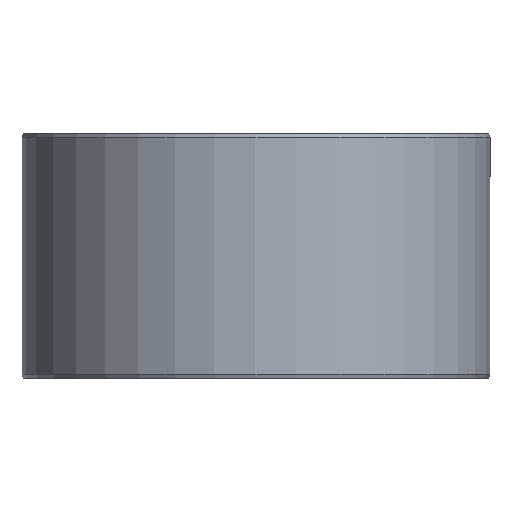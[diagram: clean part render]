
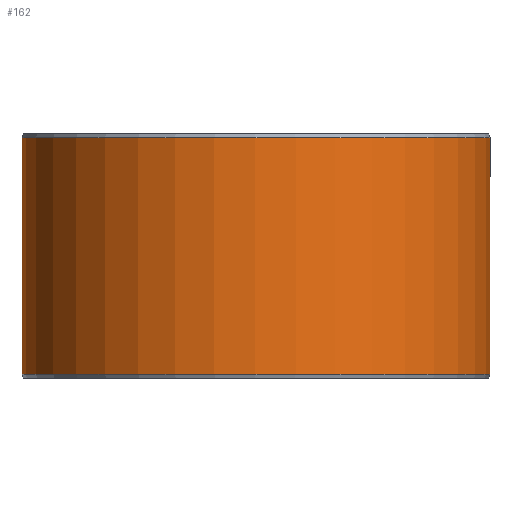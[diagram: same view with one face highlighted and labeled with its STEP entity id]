
A CAD part, front view. The second image highlights one B-rep face of the part: STEP entity #162.
In plain terms, the highlighted cylindrical face has radius 115 mm (diameter 230 mm), a partial arc.
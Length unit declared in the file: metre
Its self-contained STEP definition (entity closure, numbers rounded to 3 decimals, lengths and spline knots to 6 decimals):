
#162=ADVANCED_FACE('',(#185,#186),#187,.T.);
#185=FACE_OUTER_BOUND('',#211,.T.);
#186=FACE_BOUND('',#212,.T.);
#187=CYLINDRICAL_SURFACE('',#213,0.115);
#211=EDGE_LOOP('',(#289,#290,#291,#292));
#212=EDGE_LOOP('',(#293));
#213=AXIS2_PLACEMENT_3D('',#294,#295,#296);
#289=ORIENTED_EDGE('',*,*,#314,.T.);
#290=ORIENTED_EDGE('',*,*,#323,.F.);
#291=ORIENTED_EDGE('',*,*,#309,.F.);
#292=ORIENTED_EDGE('',*,*,#324,.T.);
#293=ORIENTED_EDGE('',*,*,#327,.T.);
#294=CARTESIAN_POINT('',(0.,0.,0.0));
#295=DIRECTION('',(0.,0.0,-1.0));
#296=DIRECTION('',(-1.0,0.0,0.));
#309=EDGE_CURVE('',#341,#342,#343,.T.);
#314=EDGE_CURVE('',#351,#349,#352,.T.);
#323=EDGE_CURVE('',#342,#349,#365,.T.);
#324=EDGE_CURVE('',#341,#351,#366,.T.);
#327=EDGE_CURVE('',#370,#370,#371,.T.);
#341=VERTEX_POINT('',#389);
#342=VERTEX_POINT('',#390);
#343=CIRCLE('',#391,0.115);
#349=VERTEX_POINT('',#399);
#351=VERTEX_POINT('',#402);
#352=CIRCLE('',#403,0.115);
#365=LINE('',#422,#423);
#366=LINE('',#424,#425);
#370=VERTEX_POINT('',#503);
#371=B_SPLINE_CURVE_WITH_KNOTS('',3,(#504,#505,#506,#507,#508,#509,#510,#511,#512,#513,#514,#515,#516,#517,#518,#519,#520,#521,#522,#523,#524,#525,#526,#527,#528,#529,#530,#531,#532,#533,#534,#535,#536,#537,#538,#539,#540,#541,#542,#543,#544,#545,#546,#547,#548,#549,#550,#551,#552,#553,#554,#555,#556,#557,#558,#559,#560,#561,#562,#563,#564,#565,#566,#567,#568,#569,#570,#571,#572,#573,#574,#575,#576,#577),.UNSPECIFIED.,.T.,.F.,(2,2,2,2,2,2,2,2,2,2,2,2,2,2,2,2,2,2,2,2,2,2,2,2,2,2,2,2,2,2,2,2,2,2,2,2,2,2,2),(-0.000977,0.0,0.000977,0.001466,0.001954,0.002931,0.003908,0.004885,0.005862,0.006839,0.007816,0.008793,0.00977,0.010747,0.011724,0.012701,0.01319,0.013678,0.014655,0.015632,0.016609,0.017586,0.018563,0.01954,0.020517,0.021494,0.022472,0.023449,0.024426,0.024914,0.025403,0.02638,0.027357,0.028334,0.028822,0.029311,0.030288,0.031265,0.032242),.UNSPECIFIED.);
#389=CARTESIAN_POINT('',(0.002007,0.114982,0.0018));
#390=CARTESIAN_POINT('',(0.,0.115,0.0018));
#391=AXIS2_PLACEMENT_3D('',#591,#592,#593);
#399=CARTESIAN_POINT('',(0.,0.115,0.1182));
#402=CARTESIAN_POINT('',(0.002007,0.114982,0.1182));
#403=AXIS2_PLACEMENT_3D('',#600,#601,#602);
#422=CARTESIAN_POINT('',(0.,0.115,0.0018));
#423=VECTOR('',#615,1.0);
#424=CARTESIAN_POINT('',(0.002007,0.114982,0.0018));
#425=VECTOR('',#616,1.0);
#503=CARTESIAN_POINT('',(0.095906,-0.063459,0.06));
#504=CARTESIAN_POINT('',(0.095906,-0.063459,0.05967));
#505=CARTESIAN_POINT('',(0.095906,-0.063459,0.06033));
#506=CARTESIAN_POINT('',(0.095924,-0.063432,0.060655));
#507=CARTESIAN_POINT('',(0.095976,-0.063353,0.061135));
#508=CARTESIAN_POINT('',(0.095998,-0.06332,0.061293));
#509=CARTESIAN_POINT('',(0.096051,-0.06324,0.061607));
#510=CARTESIAN_POINT('',(0.096081,-0.063193,0.061763));
#511=CARTESIAN_POINT('',(0.096185,-0.063036,0.062217));
#512=CARTESIAN_POINT('',(0.096269,-0.062907,0.062504));
#513=CARTESIAN_POINT('',(0.096467,-0.062603,0.063048));
#514=CARTESIAN_POINT('',(0.096582,-0.062426,0.063305));
#515=CARTESIAN_POINT('',(0.096832,-0.062038,0.063766));
#516=CARTESIAN_POINT('',(0.096967,-0.061826,0.063973));
#517=CARTESIAN_POINT('',(0.09726,-0.061364,0.064339));
#518=CARTESIAN_POINT('',(0.097415,-0.061118,0.064494));
#519=CARTESIAN_POINT('',(0.097734,-0.060607,0.064744));
#520=CARTESIAN_POINT('',(0.097899,-0.060339,0.06484));
#521=CARTESIAN_POINT('',(0.098237,-0.059789,0.064968));
#522=CARTESIAN_POINT('',(0.098405,-0.059511,0.065));
#523=CARTESIAN_POINT('',(0.098741,-0.058952,0.065));
#524=CARTESIAN_POINT('',(0.09891,-0.058667,0.064968));
#525=CARTESIAN_POINT('',(0.099236,-0.058115,0.06484));
#526=CARTESIAN_POINT('',(0.099393,-0.057846,0.064746));
#527=CARTESIAN_POINT('',(0.099696,-0.057322,0.064496));
#528=CARTESIAN_POINT('',(0.099842,-0.057068,0.064339));
#529=CARTESIAN_POINT('',(0.10011,-0.056596,0.063977));
#530=CARTESIAN_POINT('',(0.100234,-0.056376,0.063771));
#531=CARTESIAN_POINT('',(0.100462,-0.055969,0.063304));
#532=CARTESIAN_POINT('',(0.100562,-0.055787,0.063051));
#533=CARTESIAN_POINT('',(0.100694,-0.055549,0.062645));
#534=CARTESIAN_POINT('',(0.100735,-0.055476,0.062505));
#535=CARTESIAN_POINT('',(0.100809,-0.05534,0.062216));
#536=CARTESIAN_POINT('',(0.100843,-0.055278,0.062066));
#537=CARTESIAN_POINT('',(0.100934,-0.055112,0.061612));
#538=CARTESIAN_POINT('',(0.100979,-0.055029,0.0613));
#539=CARTESIAN_POINT('',(0.10104,-0.054917,0.060659));
#540=CARTESIAN_POINT('',(0.101056,-0.054888,0.060328));
#541=CARTESIAN_POINT('',(0.101056,-0.054887,0.059675));
#542=CARTESIAN_POINT('',(0.101041,-0.054915,0.059351));
#543=CARTESIAN_POINT('',(0.10098,-0.055027,0.058706));
#544=CARTESIAN_POINT('',(0.100934,-0.055112,0.05839));
#545=CARTESIAN_POINT('',(0.100815,-0.05533,0.057789));
#546=CARTESIAN_POINT('',(0.10074,-0.055466,0.057498));
#547=CARTESIAN_POINT('',(0.100563,-0.055786,0.056951));
#548=CARTESIAN_POINT('',(0.100463,-0.055967,0.056699));
#549=CARTESIAN_POINT('',(0.100238,-0.056369,0.056237));
#550=CARTESIAN_POINT('',(0.100112,-0.056593,0.056026));
#551=CARTESIAN_POINT('',(0.099843,-0.057066,0.055662));
#552=CARTESIAN_POINT('',(0.0997,-0.057315,0.055508));
#553=CARTESIAN_POINT('',(0.099397,-0.057838,0.055257));
#554=CARTESIAN_POINT('',(0.099237,-0.058113,0.055161));
#555=CARTESIAN_POINT('',(0.098913,-0.058663,0.055033));
#556=CARTESIAN_POINT('',(0.098747,-0.058942,0.055));
#557=CARTESIAN_POINT('',(0.098407,-0.059508,0.055));
#558=CARTESIAN_POINT('',(0.098238,-0.059787,0.055032));
#559=CARTESIAN_POINT('',(0.097987,-0.060195,0.055127));
#560=CARTESIAN_POINT('',(0.097904,-0.06033,0.055166));
#561=CARTESIAN_POINT('',(0.097739,-0.060597,0.055261));
#562=CARTESIAN_POINT('',(0.097657,-0.06073,0.055317));
#563=CARTESIAN_POINT('',(0.097416,-0.061116,0.055505));
#564=CARTESIAN_POINT('',(0.097263,-0.061359,0.055658));
#565=CARTESIAN_POINT('',(0.096972,-0.061818,0.05602));
#566=CARTESIAN_POINT('',(0.096833,-0.062035,0.056231));
#567=CARTESIAN_POINT('',(0.096583,-0.062424,0.056692));
#568=CARTESIAN_POINT('',(0.096471,-0.062598,0.056944));
#569=CARTESIAN_POINT('',(0.096321,-0.062828,0.057353));
#570=CARTESIAN_POINT('',(0.096274,-0.062899,0.057495));
#571=CARTESIAN_POINT('',(0.096189,-0.063029,0.057784));
#572=CARTESIAN_POINT('',(0.096151,-0.063087,0.057931));
#573=CARTESIAN_POINT('',(0.096048,-0.063244,0.058382));
#574=CARTESIAN_POINT('',(0.095995,-0.063324,0.058696));
#575=CARTESIAN_POINT('',(0.095924,-0.063432,0.059343));
#576=CARTESIAN_POINT('',(0.095906,-0.063459,0.05967));
#577=CARTESIAN_POINT('',(0.095906,-0.063459,0.06033));
#591=CARTESIAN_POINT('',(0.,0.,0.0018));
#592=DIRECTION('',(0.,0.0,-1.0));
#593=DIRECTION('',(-1.0,0.0,0.));
#600=CARTESIAN_POINT('',(0.,0.,0.1182));
#601=DIRECTION('',(0.,0.0,-1.0));
#602=DIRECTION('',(-1.0,0.0,0.));
#615=DIRECTION('',(0.,0.,1.0));
#616=DIRECTION('',(0.,0.,1.0));
